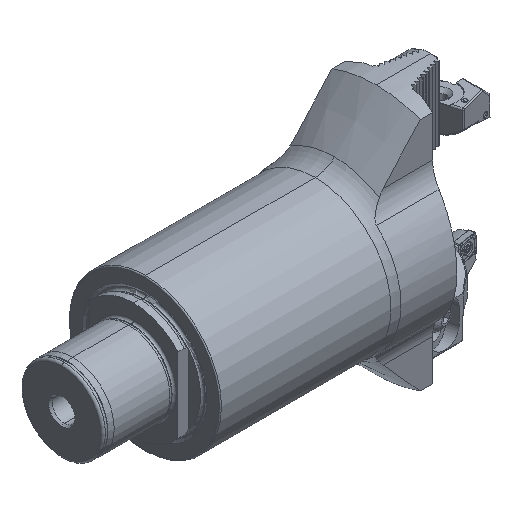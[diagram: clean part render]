
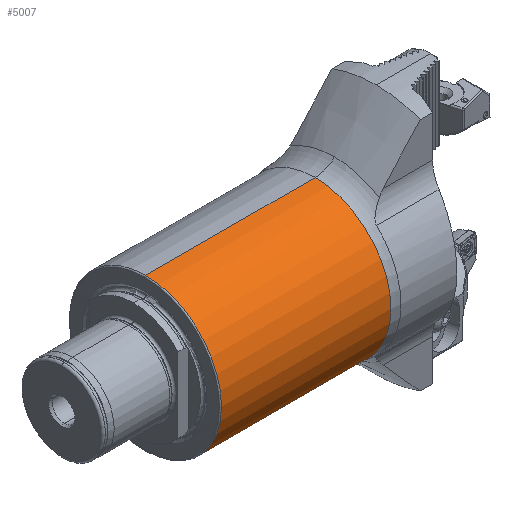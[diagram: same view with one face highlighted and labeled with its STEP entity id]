
A CAD part, isometric view. The second image highlights one B-rep face of the part: STEP entity #5007.
In plain terms, the highlighted cylindrical face has radius 27.5 mm (diameter 55 mm), a partial arc.
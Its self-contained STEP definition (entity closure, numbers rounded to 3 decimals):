
#751 = CYLINDRICAL_SURFACE ( 'NONE', #19081, 27.5 ) ;
#865 = DIRECTION ( 'NONE',  ( -1., 0., 0. ) ) ;
#1237 = EDGE_CURVE ( 'NONE', #4156, #12410, #16829, .T. ) ;
#1336 = DIRECTION ( 'NONE',  ( 0., 0., 1. ) ) ;
#2244 = AXIS2_PLACEMENT_3D ( 'NONE', #21529, #25801, #3148 ) ;
#2599 = EDGE_LOOP ( 'NONE', ( #24891, #12184, #22874, #17222 ) ) ;
#3148 = DIRECTION ( 'NONE',  ( 0., 0., 1. ) ) ;
#4156 = VERTEX_POINT ( 'NONE', #21519 ) ;
#5007 = ADVANCED_FACE ( 'NONE', ( #17835 ), #751, .T. ) ;
#5908 = CARTESIAN_POINT ( 'NONE',  ( -7.756, 0., -27.5 ) ) ;
#6092 = EDGE_CURVE ( 'NONE', #12410, #21228, #18129, .T. ) ;
#11352 = EDGE_CURVE ( 'NONE', #23168, #21228, #13871, .T. ) ;
#12129 = DIRECTION ( 'NONE',  ( -1., 0., 0. ) ) ;
#12184 = ORIENTED_EDGE ( 'NONE', *, *, #1237, .T. ) ;
#12410 = VERTEX_POINT ( 'NONE', #16109 ) ;
#12791 = CARTESIAN_POINT ( 'NONE',  ( -7.756, 0., 0. ) ) ;
#12815 = DIRECTION ( 'NONE',  ( 0., 0., 1. ) ) ;
#13624 = DIRECTION ( 'NONE',  ( -1., 0., 0. ) ) ;
#13758 = EDGE_CURVE ( 'NONE', #4156, #23168, #16778, .T. ) ;
#13871 = CIRCLE ( 'NONE', #19664, 27.5 ) ;
#14106 = DIRECTION ( 'NONE',  ( -1., 0., 0. ) ) ;
#15848 = CARTESIAN_POINT ( 'NONE',  ( 30.4, 0., 27.5 ) ) ;
#16108 = VECTOR ( 'NONE', #14106, 1000. ) ;
#16109 = CARTESIAN_POINT ( 'NONE',  ( 91.858, 0., 27.5 ) ) ;
#16778 = LINE ( 'NONE', #5908, #16108 ) ;
#16829 = CIRCLE ( 'NONE', #2244, 27.5 ) ;
#17222 = ORIENTED_EDGE ( 'NONE', *, *, #11352, .F. ) ;
#17835 = FACE_OUTER_BOUND ( 'NONE', #2599, .T. ) ;
#18129 = LINE ( 'NONE', #19349, #24301 ) ;
#19081 = AXIS2_PLACEMENT_3D ( 'NONE', #12791, #12129, #12815 ) ;
#19349 = CARTESIAN_POINT ( 'NONE',  ( -7.756, 0., 27.5 ) ) ;
#19664 = AXIS2_PLACEMENT_3D ( 'NONE', #26073, #13624, #1336 ) ;
#21228 = VERTEX_POINT ( 'NONE', #15848 ) ;
#21519 = CARTESIAN_POINT ( 'NONE',  ( 91.858, 0., -27.5 ) ) ;
#21529 = CARTESIAN_POINT ( 'NONE',  ( 91.858, 0., 0. ) ) ;
#22874 = ORIENTED_EDGE ( 'NONE', *, *, #6092, .T. ) ;
#23092 = CARTESIAN_POINT ( 'NONE',  ( 30.4, 0., -27.5 ) ) ;
#23168 = VERTEX_POINT ( 'NONE', #23092 ) ;
#24301 = VECTOR ( 'NONE', #865, 1000. ) ;
#24891 = ORIENTED_EDGE ( 'NONE', *, *, #13758, .F. ) ;
#25801 = DIRECTION ( 'NONE',  ( -1., 0., 0. ) ) ;
#26073 = CARTESIAN_POINT ( 'NONE',  ( 30.4, 0., 0. ) ) ;
